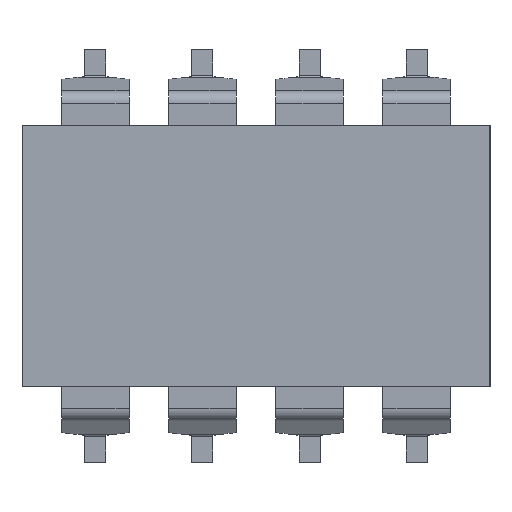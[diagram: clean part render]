
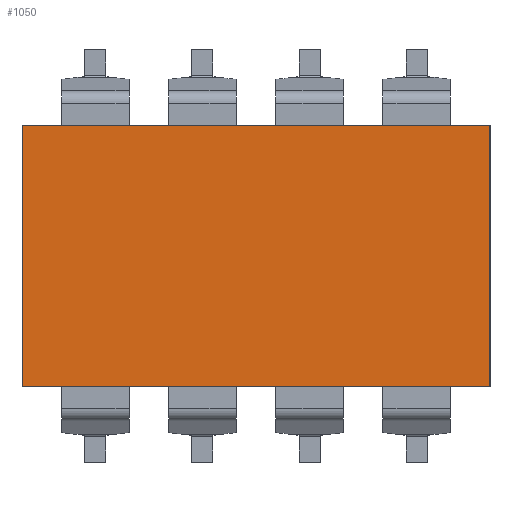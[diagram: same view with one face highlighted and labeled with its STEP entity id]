
A CAD part, top view. The second image highlights one B-rep face of the part: STEP entity #1050.
In plain terms, the highlighted planar face has unit normal (0, 0, 1).
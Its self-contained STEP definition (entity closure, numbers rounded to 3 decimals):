
#1050 = ADVANCED_FACE( '', ( #2131 ), #2132, .T. );
#2131 = FACE_OUTER_BOUND( '', #3319, .T. );
#2132 = PLANE( '', #3320 );
#3319 = EDGE_LOOP( '', ( #5938, #5939, #5940, #5941 ) );
#3320 = AXIS2_PLACEMENT_3D( '', #5942, #5943, #5944 );
#5938 = ORIENTED_EDGE( '', *, *, #8528, .T. );
#5939 = ORIENTED_EDGE( '', *, *, #8529, .T. );
#5940 = ORIENTED_EDGE( '', *, *, #8530, .T. );
#5941 = ORIENTED_EDGE( '', *, *, #8417, .T. );
#5942 = CARTESIAN_POINT( '', ( 0., 0., 0. ) );
#5943 = DIRECTION( '', ( 0., 0., 1. ) );
#5944 = DIRECTION( '', ( 1., 0., 0. ) );
#8417 = EDGE_CURVE( '', #10356, #10357, #10358, .T. );
#8528 = EDGE_CURVE( '', #10357, #10512, #10513, .T. );
#8529 = EDGE_CURVE( '', #10512, #10514, #10515, .T. );
#8530 = EDGE_CURVE( '', #10514, #10356, #10516, .T. );
#10356 = VERTEX_POINT( '', #13329 );
#10357 = VERTEX_POINT( '', #13330 );
#10358 = LINE( '', #13331, #13332 );
#10512 = VERTEX_POINT( '', #13694 );
#10513 = LINE( '', #13695, #13696 );
#10514 = VERTEX_POINT( '', #13697 );
#10515 = LINE( '', #13698, #13699 );
#10516 = LINE( '', #13700, #13701 );
#13329 = CARTESIAN_POINT( '', ( 5.55, 3.1, 0. ) );
#13330 = CARTESIAN_POINT( '', ( -5.55, 3.1, 0. ) );
#13331 = CARTESIAN_POINT( '', ( 5.55, 3.1, 0. ) );
#13332 = VECTOR( '', #14988, 1000. );
#13694 = CARTESIAN_POINT( '', ( -5.55, -3.1, 0. ) );
#13695 = CARTESIAN_POINT( '', ( -5.55, 3.1, 0. ) );
#13696 = VECTOR( '', #15046, 1000. );
#13697 = CARTESIAN_POINT( '', ( 5.55, -3.1, 0. ) );
#13698 = CARTESIAN_POINT( '', ( -5.55, -3.1, 0. ) );
#13699 = VECTOR( '', #15047, 1000. );
#13700 = CARTESIAN_POINT( '', ( 5.55, -3.1, 0. ) );
#13701 = VECTOR( '', #15048, 1000. );
#14988 = DIRECTION( '', ( -1., 0., 0. ) );
#15046 = DIRECTION( '', ( 0., -1., 0. ) );
#15047 = DIRECTION( '', ( 1., 0., 0. ) );
#15048 = DIRECTION( '', ( 0., 1., 0. ) );
